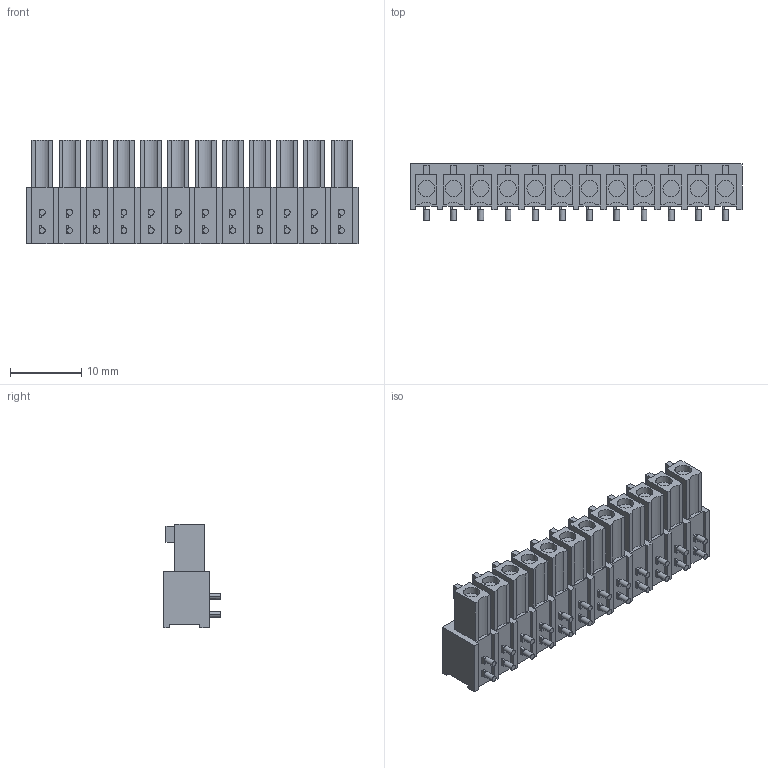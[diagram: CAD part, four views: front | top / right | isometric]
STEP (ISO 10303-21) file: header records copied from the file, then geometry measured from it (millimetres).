
FILE_DESCRIPTION(('CATIA V5 STEP Exchange','CAx-IF Rec.Pracs.--- Model Styling and Organization---1.2---2011-12-15'),'2;1');
FILE_NAME ('D1460857_0_1974930000_1974930000.stp','2016-12-07T15:26:43+00:00',('none'),('Weidmueller'),'CATIA Version 5-6 Release 2014','CATIA V5 STEP AP214','none');
FILE_SCHEMA(('AUTOMOTIVE_DESIGN { 1 0 10303 214 1 1 1 1 }'));
Length unit declared in the file: millimetre
Products named in the file (1): 1974930000_S
Bounding box: 46.51 x 7.95 x 14.5 mm (x, y, z)
Volume: 2965 mm3; surface area: 3170.4 mm2
Topology: 25 solids, 25 shells, 670 faces, 1646 edges, 1086 vertices
Faces by surface type: plane 562, cylinder 108
Entity records: 17377 total; most frequent: ORIENTED_EDGE 3292, CARTESIAN_POINT 3185, DIRECTION 2142, EDGE_CURVE 1646, VECTOR 1358, LINE 1358, VERTEX_POINT 1086, EDGE_LOOP 730
